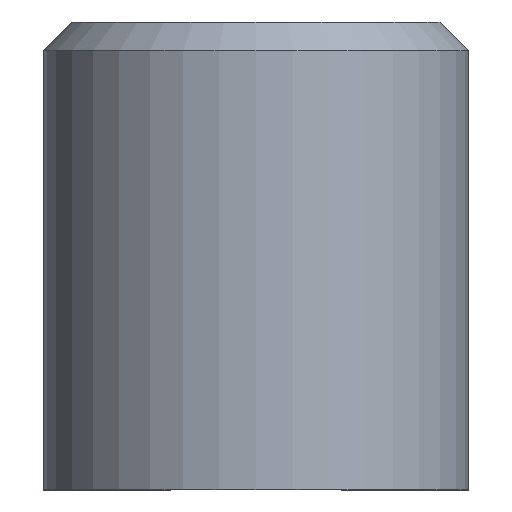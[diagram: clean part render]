
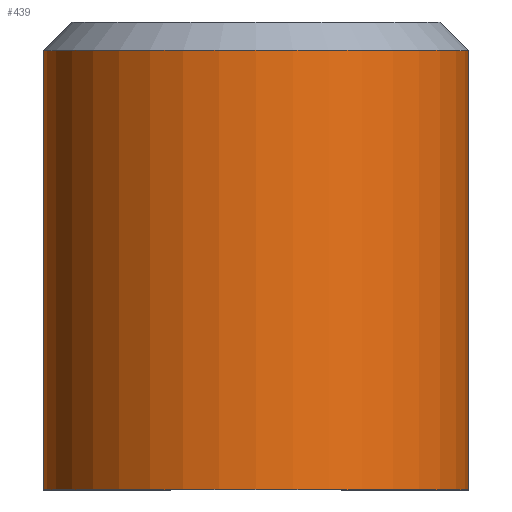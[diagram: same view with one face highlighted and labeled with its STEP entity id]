
A CAD part, top view. The second image highlights one B-rep face of the part: STEP entity #439.
In plain terms, the highlighted cylindrical face has radius 7.5 mm (diameter 15 mm), a partial arc.
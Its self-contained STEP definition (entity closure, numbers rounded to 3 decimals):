
#15=CYLINDRICAL_SURFACE('',#487,7.5);
#34=CIRCLE('',#486,7.5);
#35=CIRCLE('',#488,7.5);
#57=FACE_OUTER_BOUND('',#85,.T.);
#85=EDGE_LOOP('',(#327,#328,#329,#330));
#127=LINE('',#701,#170);
#128=LINE('',#704,#171);
#170=VECTOR('',#567,10.);
#171=VECTOR('',#570,10.);
#207=VERTEX_POINT('',#679);
#212=VERTEX_POINT('',#692);
#213=VERTEX_POINT('',#700);
#214=VERTEX_POINT('',#702);
#257=EDGE_CURVE('',#207,#212,#34,.T.);
#258=EDGE_CURVE('',#207,#213,#127,.T.);
#259=EDGE_CURVE('',#214,#213,#35,.T.);
#260=EDGE_CURVE('',#212,#214,#128,.T.);
#327=ORIENTED_EDGE('',*,*,#257,.F.);
#328=ORIENTED_EDGE('',*,*,#258,.T.);
#329=ORIENTED_EDGE('',*,*,#259,.F.);
#330=ORIENTED_EDGE('',*,*,#260,.F.);
#439=ADVANCED_FACE('',(#57),#15,.T.);
#486=AXIS2_PLACEMENT_3D('',#698,#563,#564);
#487=AXIS2_PLACEMENT_3D('',#699,#565,#566);
#488=AXIS2_PLACEMENT_3D('',#703,#568,#569);
#563=DIRECTION('center_axis',(0.,1.,0.));
#564=DIRECTION('ref_axis',(-1.,0.,0.));
#565=DIRECTION('center_axis',(0.,1.,0.));
#566=DIRECTION('ref_axis',(-1.,0.,0.));
#567=DIRECTION('',(0.,-1.,0.));
#568=DIRECTION('center_axis',(0.,-1.,0.));
#569=DIRECTION('ref_axis',(-1.,0.,0.));
#570=DIRECTION('',(0.,-1.,0.));
#679=CARTESIAN_POINT('',(24.5,31.,0.));
#692=CARTESIAN_POINT('',(39.5,31.,0.));
#698=CARTESIAN_POINT('Origin',(32.,31.,0.));
#699=CARTESIAN_POINT('Origin',(32.,35.,0.));
#700=CARTESIAN_POINT('',(24.5,15.5,0.));
#701=CARTESIAN_POINT('',(24.5,35.,0.));
#702=CARTESIAN_POINT('',(39.5,15.5,0.));
#703=CARTESIAN_POINT('Origin',(32.,15.5,0.));
#704=CARTESIAN_POINT('',(39.5,35.,0.));
